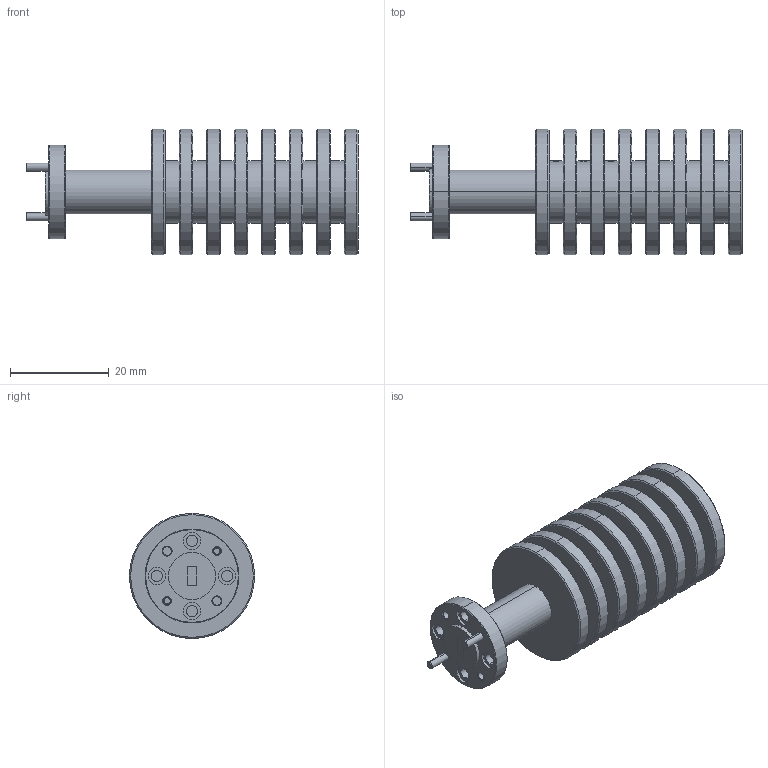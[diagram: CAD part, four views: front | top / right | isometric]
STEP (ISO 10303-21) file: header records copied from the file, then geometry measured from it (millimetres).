
FILE_DESCRIPTION (( 'STEP AP214' ), '1' );
FILE_NAME ('SWL-1537-S1.STEP', '2019-02-11T20:08:42', ( '' ), ( '' ), 'SwSTEP 2.0', 'SolidWorks 2016', '' );
FILE_SCHEMA (( 'AUTOMOTIVE_DESIGN' ));
Length unit declared in the file: inch
Products named in the file (1): SWL-1537-S1
Bounding box: 67.37 x 25.4 x 25.4 mm (x, y, z)
Volume: 14603.9 mm3; surface area: 11756.2 mm2
Topology: 7 solids, 7 shells, 249 faces, 519 edges, 295 vertices
Faces by surface type: cone 99, cylinder 78, plane 72
Entity records: 10082 total; most frequent: CARTESIAN_POINT 1365, DIRECTION 1219, ORIENTED_EDGE 1010, EDGE_CURVE 505, AXIS2_PLACEMENT_3D 497, EDGE_LOOP 296, VERTEX_POINT 295, UNCERTAINTY_MEASURE_WITH_UNIT 258
